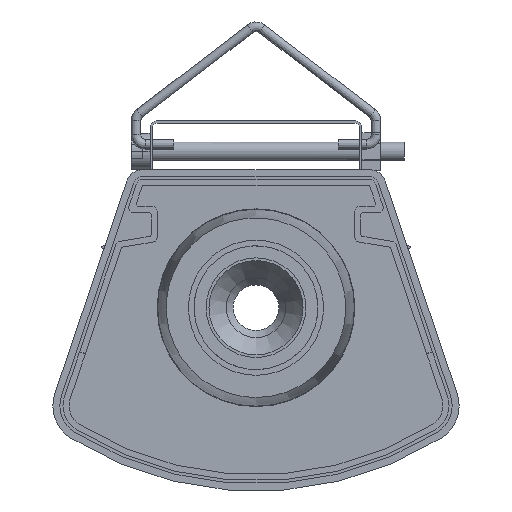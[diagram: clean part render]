
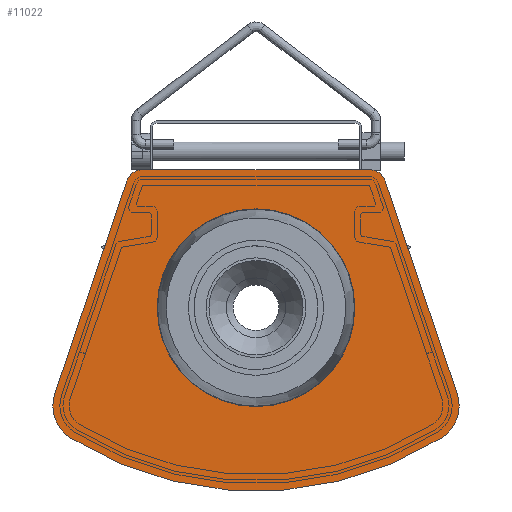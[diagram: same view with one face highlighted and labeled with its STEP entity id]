
A CAD part, front view. The second image highlights one B-rep face of the part: STEP entity #11022.
In plain terms, the highlighted planar face has unit normal (0, -1, 0).
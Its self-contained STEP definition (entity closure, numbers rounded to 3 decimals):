
#604 = DIRECTION ( 'NONE',  ( 0., -1., 0. ) ) ;
#660 = CARTESIAN_POINT ( 'NONE',  ( 0., -599.3, -18.701 ) ) ;
#706 = DIRECTION ( 'NONE',  ( 0., 0., 1. ) ) ;
#815 = EDGE_CURVE ( 'NONE', #1629, #15479, #11693, .T. ) ;
#946 = AXIS2_PLACEMENT_3D ( 'NONE', #8247, #10695, #9339 ) ;
#960 = AXIS2_PLACEMENT_3D ( 'NONE', #12334, #604, #8865 ) ;
#963 = CARTESIAN_POINT ( 'NONE',  ( -42.718, -599.3, -57.886 ) ) ;
#971 = AXIS2_PLACEMENT_3D ( 'NONE', #11540, #1805, #3063 ) ;
#1180 = FACE_OUTER_BOUND ( 'NONE', #15299, .T. ) ;
#1382 = ORIENTED_EDGE ( 'NONE', *, *, #4111, .T. ) ;
#1476 = AXIS2_PLACEMENT_3D ( 'NONE', #8433, #2506, #3842 ) ;
#1620 = CARTESIAN_POINT ( 'NONE',  ( -24., -599.3, -10.351 ) ) ;
#1629 = VERTEX_POINT ( 'NONE', #4729 ) ;
#1647 = EDGE_CURVE ( 'NONE', #12584, #5159, #8861, .T. ) ;
#1805 = DIRECTION ( 'NONE',  ( 0., 1., 0. ) ) ;
#2266 = AXIS2_PLACEMENT_3D ( 'NONE', #12774, #10493, #706 ) ;
#2396 = LINE ( 'NONE', #4865, #4449 ) ;
#2506 = DIRECTION ( 'NONE',  ( 0., -1., 0. ) ) ;
#2595 = CIRCLE ( 'NONE', #4370, 74.399 ) ;
#2612 = EDGE_CURVE ( 'NONE', #9253, #7694, #9337, .T. ) ;
#2872 = CARTESIAN_POINT ( 'NONE',  ( -27.456, -599.3, -12.829 ) ) ;
#2905 = DIRECTION ( 'NONE',  ( 0., 1., 0. ) ) ;
#3063 = DIRECTION ( 'NONE',  ( 1., 0., 0. ) ) ;
#3225 = ORIENTED_EDGE ( 'NONE', *, *, #2612, .T. ) ;
#3271 = LINE ( 'NONE', #10776, #5656 ) ;
#3842 = DIRECTION ( 'NONE',  ( 0., 0., 1. ) ) ;
#4111 = EDGE_CURVE ( 'NONE', #12558, #12558, #8036, .T. ) ;
#4370 = AXIS2_PLACEMENT_3D ( 'NONE', #6091, #4721, #9675 ) ;
#4449 = VECTOR ( 'NONE', #7342, 1000. ) ;
#4721 = DIRECTION ( 'NONE',  ( 0., -1., 0. ) ) ;
#4729 = CARTESIAN_POINT ( 'NONE',  ( -24., -599.3, -10.351 ) ) ;
#4833 = PLANE ( 'NONE',  #971 ) ;
#4835 = CARTESIAN_POINT ( 'NONE',  ( 42.718, -599.3, -57.886 ) ) ;
#4865 = CARTESIAN_POINT ( 'NONE',  ( -42.718, -599.3, -57.886 ) ) ;
#5159 = VERTEX_POINT ( 'NONE', #14467 ) ;
#5656 = VECTOR ( 'NONE', #12963, 1000. ) ;
#6058 = VERTEX_POINT ( 'NONE', #4835 ) ;
#6091 = CARTESIAN_POINT ( 'NONE',  ( 0., -599.3, -4.25 ) ) ;
#6472 = DIRECTION ( 'NONE',  ( -1., 0., 0. ) ) ;
#6704 = EDGE_CURVE ( 'NONE', #5159, #1629, #11512, .T. ) ;
#7046 = ORIENTED_EDGE ( 'NONE', *, *, #815, .T. ) ;
#7328 = ORIENTED_EDGE ( 'NONE', *, *, #6704, .T. ) ;
#7342 = DIRECTION ( 'NONE',  ( -0.321, 0., -0.947 ) ) ;
#7694 = VERTEX_POINT ( 'NONE', #10246 ) ;
#7775 = ORIENTED_EDGE ( 'NONE', *, *, #1647, .T. ) ;
#8036 = CIRCLE ( 'NONE', #10035, 20.999 ) ;
#8247 = CARTESIAN_POINT ( 'NONE',  ( 35., -599.3, -60.5 ) ) ;
#8433 = CARTESIAN_POINT ( 'NONE',  ( 24., -599.3, -14. ) ) ;
#8585 = VECTOR ( 'NONE', #6472, 1000. ) ;
#8861 = CIRCLE ( 'NONE', #1476, 3.649 ) ;
#8865 = DIRECTION ( 'NONE',  ( 0., 0., 1. ) ) ;
#9241 = CARTESIAN_POINT ( 'NONE',  ( 27.456, -599.3, -12.829 ) ) ;
#9253 = VERTEX_POINT ( 'NONE', #963 ) ;
#9337 = CIRCLE ( 'NONE', #960, 8.149 ) ;
#9339 = DIRECTION ( 'NONE',  ( 0., 0., 1. ) ) ;
#9477 = ORIENTED_EDGE ( 'NONE', *, *, #15636, .T. ) ;
#9550 = EDGE_CURVE ( 'NONE', #6058, #12584, #3271, .T. ) ;
#9675 = DIRECTION ( 'NONE',  ( 0., 0., 1. ) ) ;
#9845 = ORIENTED_EDGE ( 'NONE', *, *, #9550, .T. ) ;
#9924 = ORIENTED_EDGE ( 'NONE', *, *, #13896, .T. ) ;
#10035 = AXIS2_PLACEMENT_3D ( 'NONE', #13799, #2905, #11472 ) ;
#10152 = ORIENTED_EDGE ( 'NONE', *, *, #11426, .T. ) ;
#10246 = CARTESIAN_POINT ( 'NONE',  ( -39.305, -599.3, -67.419 ) ) ;
#10493 = DIRECTION ( 'NONE',  ( 0., -1., 0. ) ) ;
#10631 = CIRCLE ( 'NONE', #946, 8.149 ) ;
#10695 = DIRECTION ( 'NONE',  ( 0., -1., 0. ) ) ;
#10776 = CARTESIAN_POINT ( 'NONE',  ( 27.456, -599.3, -12.829 ) ) ;
#11022 = ADVANCED_FACE ( 'NONE', ( #12064, #1180 ), #4833, .F. ) ;
#11426 = EDGE_CURVE ( 'NONE', #15135, #6058, #10631, .T. ) ;
#11472 = DIRECTION ( 'NONE',  ( 0., 0., 1. ) ) ;
#11512 = LINE ( 'NONE', #1620, #8585 ) ;
#11540 = CARTESIAN_POINT ( 'NONE',  ( 0., -599.3, -12.5 ) ) ;
#11693 = CIRCLE ( 'NONE', #2266, 3.649 ) ;
#12064 = FACE_BOUND ( 'NONE', #13970, .T. ) ;
#12334 = CARTESIAN_POINT ( 'NONE',  ( -35., -599.3, -60.5 ) ) ;
#12558 = VERTEX_POINT ( 'NONE', #660 ) ;
#12584 = VERTEX_POINT ( 'NONE', #9241 ) ;
#12774 = CARTESIAN_POINT ( 'NONE',  ( -24., -599.3, -14. ) ) ;
#12963 = DIRECTION ( 'NONE',  ( -0.321, 0., 0.947 ) ) ;
#13799 = CARTESIAN_POINT ( 'NONE',  ( 0., -599.3, -39.7 ) ) ;
#13896 = EDGE_CURVE ( 'NONE', #7694, #15135, #2595, .T. ) ;
#13970 = EDGE_LOOP ( 'NONE', ( #1382 ) ) ;
#14467 = CARTESIAN_POINT ( 'NONE',  ( 24., -599.3, -10.351 ) ) ;
#15135 = VERTEX_POINT ( 'NONE', #15547 ) ;
#15299 = EDGE_LOOP ( 'NONE', ( #7775, #7328, #7046, #9477, #3225, #9924, #10152, #9845 ) ) ;
#15479 = VERTEX_POINT ( 'NONE', #2872 ) ;
#15547 = CARTESIAN_POINT ( 'NONE',  ( 39.305, -599.3, -67.419 ) ) ;
#15636 = EDGE_CURVE ( 'NONE', #15479, #9253, #2396, .T. ) ;
